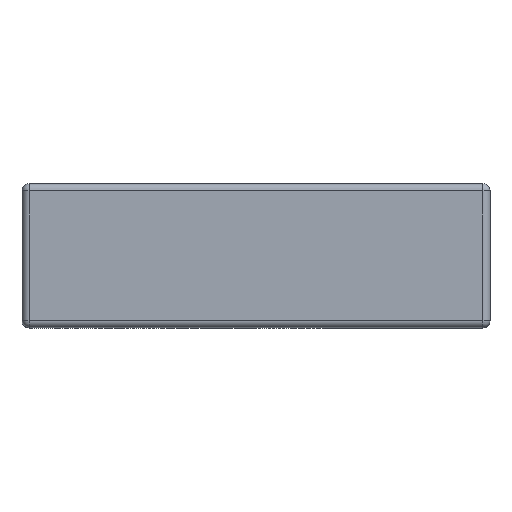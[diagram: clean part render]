
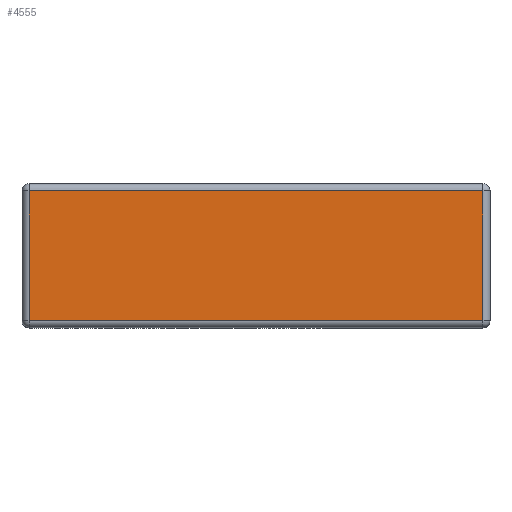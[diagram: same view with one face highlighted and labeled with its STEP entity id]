
A CAD part, top view. The second image highlights one B-rep face of the part: STEP entity #4555.
In plain terms, the highlighted planar face has unit normal (0, 0, 1).
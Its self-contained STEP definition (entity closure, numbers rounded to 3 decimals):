
#206 = VERTEX_POINT ( 'NONE', #5803 ) ;
#344 = VERTEX_POINT ( 'NONE', #11248 ) ;
#687 = CARTESIAN_POINT ( 'NONE',  ( 9.45, 3., 10. ) ) ;
#689 = DIRECTION ( 'NONE',  ( 1., 0., 0. ) ) ;
#818 = EDGE_CURVE ( 'NONE', #2883, #206, #10524, .T. ) ;
#872 = ORIENTED_EDGE ( 'NONE', *, *, #5282, .T. ) ;
#978 = CARTESIAN_POINT ( 'NONE',  ( -9.75, 2.7, 10. ) ) ;
#1047 = LINE ( 'NONE', #978, #6069 ) ;
#2057 = DIRECTION ( 'NONE',  ( 0., 0., 1. ) ) ;
#2169 = VECTOR ( 'NONE', #12526, 1000. ) ;
#2883 = VERTEX_POINT ( 'NONE', #8146 ) ;
#3283 = CARTESIAN_POINT ( 'NONE',  ( -9.45, -2.7, 10. ) ) ;
#3673 = PLANE ( 'NONE',  #7300 ) ;
#3840 = CARTESIAN_POINT ( 'NONE',  ( -9.45, -3., 10. ) ) ;
#4195 = DIRECTION ( 'NONE',  ( 1., 0., 0. ) ) ;
#4555 = ADVANCED_FACE ( 'NONE', ( #10702 ), #3673, .T. ) ;
#5282 = EDGE_CURVE ( 'NONE', #206, #344, #1047, .T. ) ;
#5339 = EDGE_CURVE ( 'NONE', #344, #6754, #12748, .T. ) ;
#5665 = VECTOR ( 'NONE', #7867, 1000. ) ;
#5803 = CARTESIAN_POINT ( 'NONE',  ( 9.45, 2.7, 10. ) ) ;
#6069 = VECTOR ( 'NONE', #10732, 1000. ) ;
#6754 = VERTEX_POINT ( 'NONE', #3283 ) ;
#6758 = CARTESIAN_POINT ( 'NONE',  ( 9.75, -2.7, 10. ) ) ;
#7300 = AXIS2_PLACEMENT_3D ( 'NONE', #12055, #2057, #4195 ) ;
#7867 = DIRECTION ( 'NONE',  ( 0., -1., 0. ) ) ;
#8146 = CARTESIAN_POINT ( 'NONE',  ( 9.45, -2.7, 10. ) ) ;
#10081 = ORIENTED_EDGE ( 'NONE', *, *, #10435, .T. ) ;
#10435 = EDGE_CURVE ( 'NONE', #6754, #2883, #11677, .T. ) ;
#10524 = LINE ( 'NONE', #687, #2169 ) ;
#10702 = FACE_OUTER_BOUND ( 'NONE', #11027, .T. ) ;
#10732 = DIRECTION ( 'NONE',  ( -1., 0., 0. ) ) ;
#10958 = ORIENTED_EDGE ( 'NONE', *, *, #818, .T. ) ;
#11027 = EDGE_LOOP ( 'NONE', ( #11284, #10081, #10958, #872 ) ) ;
#11248 = CARTESIAN_POINT ( 'NONE',  ( -9.45, 2.7, 10. ) ) ;
#11274 = VECTOR ( 'NONE', #689, 1000. ) ;
#11284 = ORIENTED_EDGE ( 'NONE', *, *, #5339, .T. ) ;
#11677 = LINE ( 'NONE', #6758, #11274 ) ;
#12055 = CARTESIAN_POINT ( 'NONE',  ( 0., 0., 10. ) ) ;
#12526 = DIRECTION ( 'NONE',  ( 0., 1., 0. ) ) ;
#12748 = LINE ( 'NONE', #3840, #5665 ) ;
